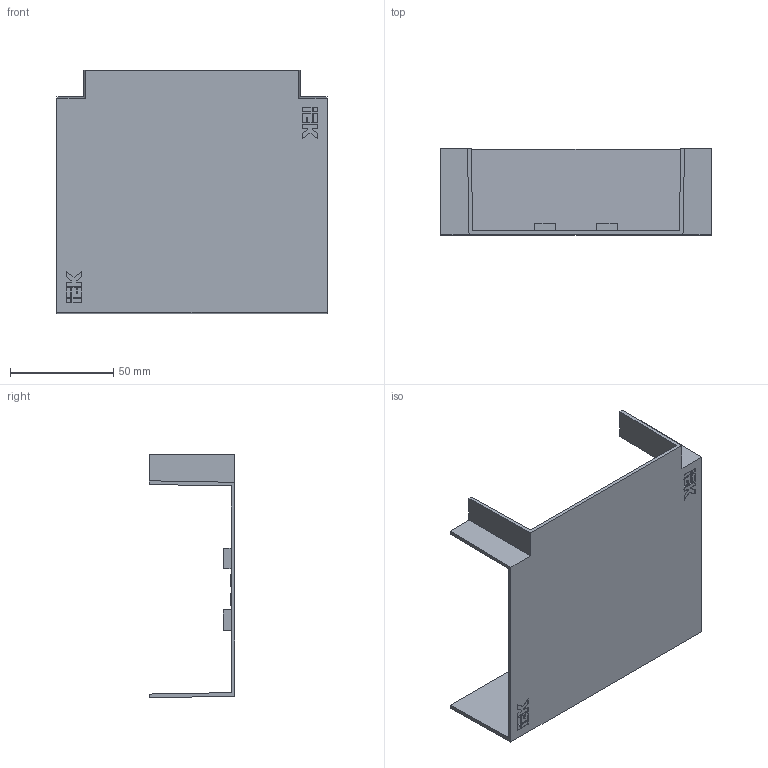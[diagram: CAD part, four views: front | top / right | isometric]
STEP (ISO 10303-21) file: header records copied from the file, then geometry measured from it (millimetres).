
FILE_DESCRIPTION (( 'STEP AP214' ), '1' );
FILE_NAME ('ÊÌÒ 100õ40 (3 î÷åðåäü)_èçì.1.STEP', '2016-06-24T11:18:13', ( '' ), ( '' ), 'SwSTEP 2.0', 'SolidWorks 2014', '' );
FILE_SCHEMA (( 'AUTOMOTIVE_DESIGN' ));
Length unit declared in the file: millimetre
Products named in the file (1): ÊÌÒ 100õ40 (3 î÷åðåäü)_èçì.1
Bounding box: 131 x 41.6 x 118.13 mm (x, y, z)
Volume: 40669.4 mm3; surface area: 46882.4 mm2
Topology: 1 solids, 1 shells, 304 faces, 822 edges, 548 vertices
Faces by surface type: plane 208, bspline 90, cylinder 6
Entity records: 12060 total; most frequent: CARTESIAN_POINT 4973, ORIENTED_EDGE 1644, DIRECTION 1084, EDGE_CURVE 822, VECTOR 630, LINE 630, VERTEX_POINT 548, EDGE_LOOP 332
